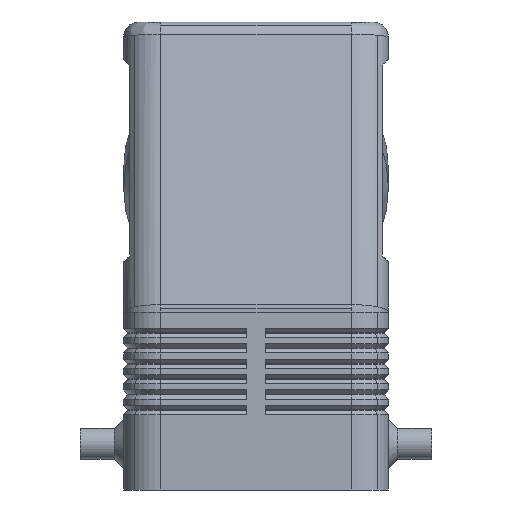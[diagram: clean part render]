
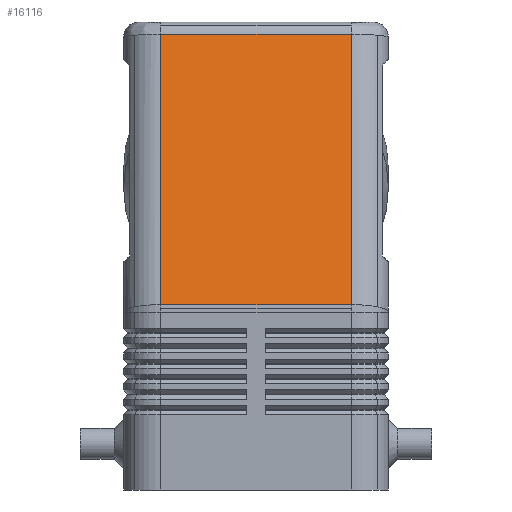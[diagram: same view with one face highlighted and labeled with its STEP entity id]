
A CAD part, left-side view. The second image highlights one B-rep face of the part: STEP entity #16116.
In plain terms, the highlighted planar face has unit normal (-0.98, 0, 0.2).
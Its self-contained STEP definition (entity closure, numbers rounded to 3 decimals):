
#495=CARTESIAN_POINT('',(-59.879,-15.5,30.094));
#496=VERTEX_POINT('',#495);
#504=CARTESIAN_POINT('',(-59.879,15.5,30.094));
#505=VERTEX_POINT('',#504);
#506=CARTESIAN_POINT('',(-59.879,-15.5,30.094));
#507=DIRECTION('',(0.0,1.0,0.0));
#508=VECTOR('',#507,31.);
#509=LINE('',#506,#508);
#510=EDGE_CURVE('',#496,#505,#509,.T.);
#15656=CARTESIAN_POINT('',(-50.909,-15.5,74.));
#15657=VERTEX_POINT('',#15656);
#15665=CARTESIAN_POINT('',(-50.909,-15.5,74.));
#15666=DIRECTION('',(-0.2,0.0,-0.98));
#15667=VECTOR('',#15666,44.813);
#15668=LINE('',#15665,#15667);
#15669=EDGE_CURVE('',#15657,#496,#15668,.T.);
#16093=CARTESIAN_POINT('',(-50.5,0.0,76.0));
#16094=DIRECTION('',(-0.98,0.0,0.2));
#16095=DIRECTION('',(0.2,0.0,0.98));
#16096=AXIS2_PLACEMENT_3D('',#16093,#16094,#16095);
#16097=PLANE('',#16096);
#16098=ORIENTED_EDGE('',*,*,#15669,.F.);
#16099=CARTESIAN_POINT('',(-50.909,15.5,74.));
#16100=VERTEX_POINT('',#16099);
#16101=CARTESIAN_POINT('',(-50.909,15.5,74.));
#16102=DIRECTION('',(0.0,-1.0,0.0));
#16103=VECTOR('',#16102,31.);
#16104=LINE('',#16101,#16103);
#16105=EDGE_CURVE('',#16100,#15657,#16104,.T.);
#16106=ORIENTED_EDGE('',*,*,#16105,.F.);
#16107=CARTESIAN_POINT('',(-59.879,15.5,30.094));
#16108=DIRECTION('',(0.2,0.0,0.98));
#16109=VECTOR('',#16108,44.813);
#16110=LINE('',#16107,#16109);
#16111=EDGE_CURVE('',#505,#16100,#16110,.T.);
#16112=ORIENTED_EDGE('',*,*,#16111,.F.);
#16113=ORIENTED_EDGE('',*,*,#510,.F.);
#16114=EDGE_LOOP('',(#16098,#16106,#16112,#16113));
#16115=FACE_OUTER_BOUND('',#16114,.T.);
#16116=ADVANCED_FACE('',(#16115),#16097,.T.);
